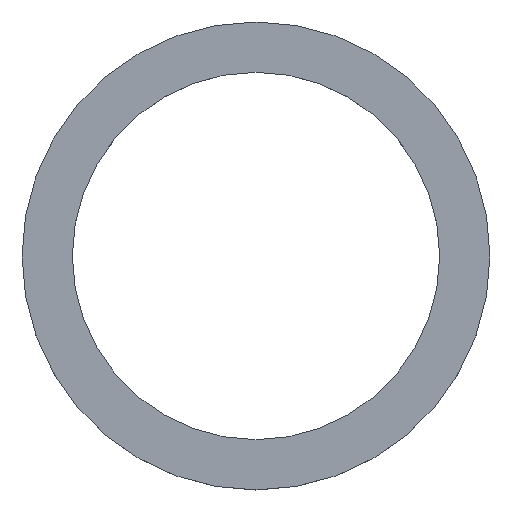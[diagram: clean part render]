
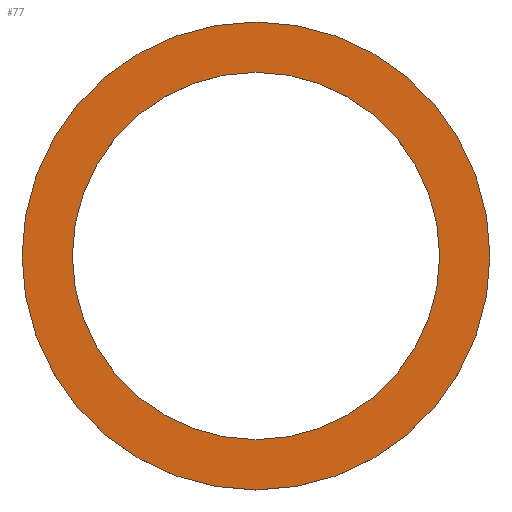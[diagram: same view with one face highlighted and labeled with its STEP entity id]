
A CAD part, top view. The second image highlights one B-rep face of the part: STEP entity #77.
In plain terms, the highlighted planar face has unit normal (0, 0, 1).
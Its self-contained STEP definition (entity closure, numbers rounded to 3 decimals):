
#77=ADVANCED_FACE('',(#86,#87),#88,.F.);
#86=FACE_BOUND('',#98,.T.);
#87=FACE_OUTER_BOUND('',#99,.T.);
#88=PLANE('',#100);
#98=EDGE_LOOP('',(#114));
#99=EDGE_LOOP('',(#115));
#100=AXIS2_PLACEMENT_3D('',#116,#117,#118);
#114=ORIENTED_EDGE('',*,*,#125,.F.);
#115=ORIENTED_EDGE('',*,*,#127,.F.);
#116=CARTESIAN_POINT('',(0.,0.,3.0));
#117=DIRECTION('',(0.0,0.0,-1.0));
#118=DIRECTION('',(0.0,1.0,0.0));
#125=EDGE_CURVE('',#130,#130,#131,.F.);
#127=EDGE_CURVE('',#134,#134,#135,.T.);
#130=VERTEX_POINT('',#138);
#131=CIRCLE('',#139,18.25);
#134=VERTEX_POINT('',#142);
#135=CIRCLE('',#143,23.25);
#138=CARTESIAN_POINT('',(-18.25,0.,3.0));
#139=AXIS2_PLACEMENT_3D('',#147,#148,#149);
#142=CARTESIAN_POINT('',(23.25,0.,3.0));
#143=AXIS2_PLACEMENT_3D('',#153,#154,#155);
#147=CARTESIAN_POINT('',(0.0,0.0,3.0));
#148=DIRECTION('',(0.0,0.0,-1.0));
#149=DIRECTION('',(-1.0,0.0,0.0));
#153=CARTESIAN_POINT('',(0.,0.,3.0));
#154=DIRECTION('',(0.0,0.0,-1.0));
#155=DIRECTION('',(1.0,0.0,0.0));
